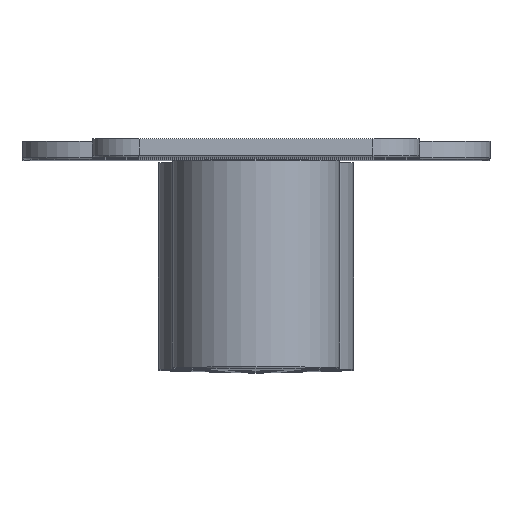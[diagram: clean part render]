
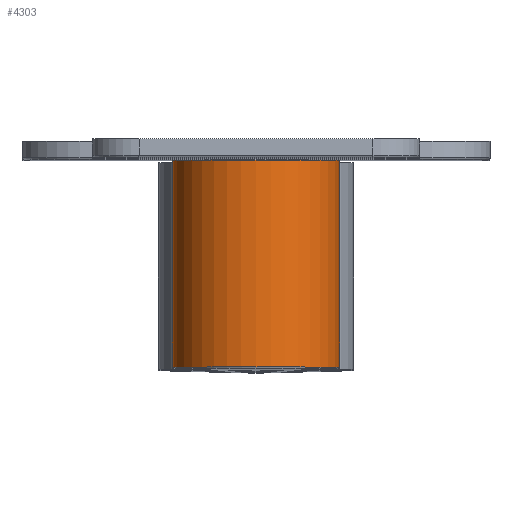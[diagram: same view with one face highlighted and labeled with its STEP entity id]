
A CAD part, top view. The second image highlights one B-rep face of the part: STEP entity #4303.
In plain terms, the highlighted cylindrical face has radius 17.85 mm (diameter 35.7 mm), a full revolution.
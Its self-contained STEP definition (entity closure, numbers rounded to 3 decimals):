
#361=B_SPLINE_CURVE_WITH_KNOTS('',3,(#17415,#17416,#17417,#17418,#17419,
#17420,#17421,#17422,#17423,#17424,#17425),.UNSPECIFIED.,.T.,.F.,(1,1,1,
1,1,1,1,1,1,1,1,1,1,1,1),(-0.009,-0.006,-0.003,
0.,0.003,0.006,0.009,0.013,
0.016,0.019,0.022,0.025,
0.028,0.031,0.034),.UNSPECIFIED.);
#712=CIRCLE('',#4766,17.85);
#713=CIRCLE('',#4768,17.85);
#1909=ORIENTED_EDGE('',*,*,#2512,.T.);
#1910=ORIENTED_EDGE('',*,*,#2513,.T.);
#1911=ORIENTED_EDGE('',*,*,#2510,.T.);
#2510=EDGE_CURVE('',#2920,#2920,#361,.T.);
#2512=EDGE_CURVE('',#2922,#2922,#712,.T.);
#2513=EDGE_CURVE('',#2923,#2923,#713,.T.);
#2920=VERTEX_POINT('',#17426);
#2922=VERTEX_POINT('',#17432);
#2923=VERTEX_POINT('',#17435);
#3575=EDGE_LOOP('',(#1909));
#3576=EDGE_LOOP('',(#1910));
#3577=EDGE_LOOP('',(#1911));
#3939=FACE_BOUND('',#3575,.T.);
#3940=FACE_BOUND('',#3576,.T.);
#3941=FACE_BOUND('',#3577,.T.);
#4035=CYLINDRICAL_SURFACE('',#4767,17.85);
#4303=ADVANCED_FACE('',(#3939,#3940,#3941),#4035,.T.);
#4766=AXIS2_PLACEMENT_3D('',#17431,#5707,#5708);
#4767=AXIS2_PLACEMENT_3D('',#17433,#5709,#5710);
#4768=AXIS2_PLACEMENT_3D('',#17434,#5711,#5712);
#5707=DIRECTION('',(0.,0.,-1.));
#5708=DIRECTION('',(-1.,0.,0.));
#5709=DIRECTION('',(0.,0.,1.));
#5710=DIRECTION('',(0.,-1.,0.));
#5711=DIRECTION('',(0.,0.,1.));
#5712=DIRECTION('',(0.,1.,0.));
#17415=CARTESIAN_POINT('',(-17.626,3.137,12.133));
#17416=CARTESIAN_POINT('',(-17.962,-0.001,13.433));
#17417=CARTESIAN_POINT('',(-17.626,-3.135,12.133));
#17418=CARTESIAN_POINT('',(-17.281,-4.432,9.005));
#17419=CARTESIAN_POINT('',(-17.626,-3.137,5.867));
#17420=CARTESIAN_POINT('',(-17.962,0.,4.567));
#17421=CARTESIAN_POINT('',(-17.626,3.135,5.867));
#17422=CARTESIAN_POINT('',(-17.281,4.432,8.995));
#17423=CARTESIAN_POINT('',(-17.626,3.137,12.133));
#17424=CARTESIAN_POINT('',(-17.962,-0.001,13.433));
#17425=CARTESIAN_POINT('',(-17.626,-3.135,12.133));
#17426=CARTESIAN_POINT('',(-17.85,0.,13.));
#17431=CARTESIAN_POINT('',(0.,0.,44.224));
#17432=CARTESIAN_POINT('',(-17.85,0.,44.224));
#17433=CARTESIAN_POINT('',(0.,0.,0.));
#17434=CARTESIAN_POINT('',(0.,0.,0.));
#17435=CARTESIAN_POINT('',(0.,17.85,0.));
